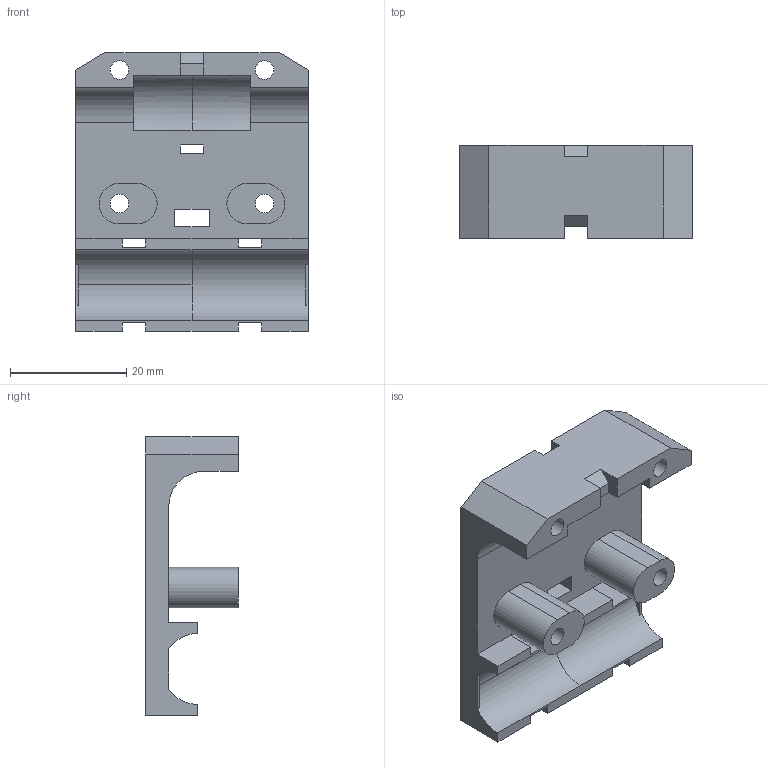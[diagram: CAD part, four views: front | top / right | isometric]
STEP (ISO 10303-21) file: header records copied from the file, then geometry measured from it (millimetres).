
FILE_DESCRIPTION(('FreeCAD Model'),'2;1');
FILE_NAME('x-carriage.step', '2014-10-27T19:57:22',('FreeCAD'),('FreeCAD'), 'Open CASCADE STEP processor 6.5','FreeCAD','Unknown');
FILE_SCHEMA(('AUTOMOTIVE_DESIGN_CC2 { 1 2 10303 214 -1 1 5 4 }'));
Length unit declared in the file: millimetre
Products named in the file (1): x-carriage
Bounding box: 40 x 16 x 48 mm (x, y, z)
Volume: 11365.1 mm3; surface area: 7738.3 mm2
Topology: 1 solids, 1 shells, 76 faces, 222 edges, 148 vertices
Faces by surface type: plane 61, cylinder 15
Full cylindrical faces by diameter (mm): 3.2 x4
Entity records: 5470 total; most frequent: CARTESIAN_POINT 1024, DIRECTION 813, LINE 575, VECTOR 575, ORIENTED_EDGE 444, PCURVE 444, DEFINITIONAL_REPRESENTATION 444, EDGE_CURVE 222
